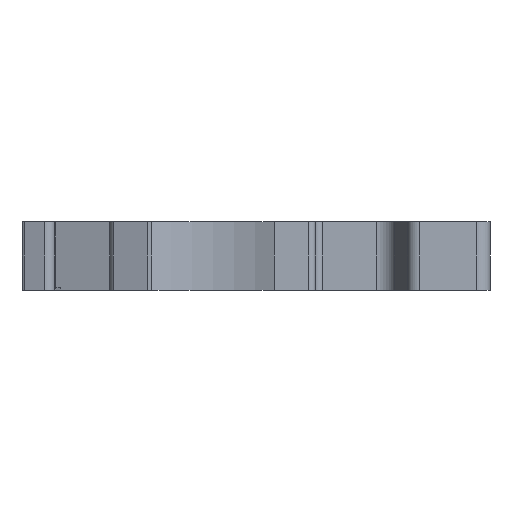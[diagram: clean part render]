
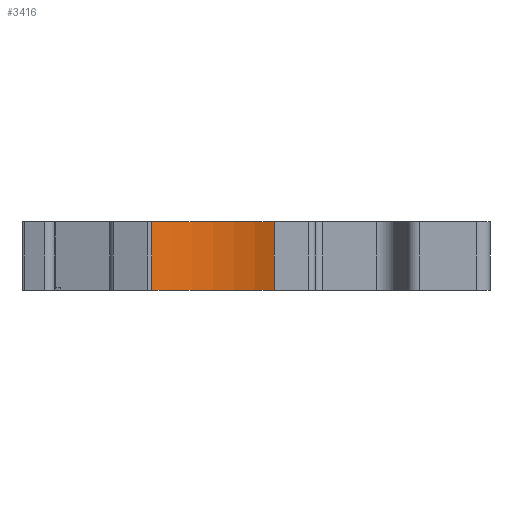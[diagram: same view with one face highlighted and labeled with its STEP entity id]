
A CAD part, left-side view. The second image highlights one B-rep face of the part: STEP entity #3416.
In plain terms, the highlighted cylindrical face has radius 10.6 mm (diameter 21.2 mm), a partial arc.
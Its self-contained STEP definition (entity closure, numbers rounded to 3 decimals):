
#43=CYLINDRICAL_SURFACE('',#3674,10.6);
#293=LINE('',#5402,#698);
#294=LINE('',#5406,#699);
#698=VECTOR('',#4289,1000.);
#699=VECTOR('',#4294,1000.);
#1241=ORIENTED_EDGE('',*,*,#2200,.F.);
#1242=ORIENTED_EDGE('',*,*,#2201,.F.);
#1243=ORIENTED_EDGE('',*,*,#2110,.T.);
#1244=ORIENTED_EDGE('',*,*,#2199,.T.);
#2110=EDGE_CURVE('',#2593,#2592,#2819,.T.);
#2199=EDGE_CURVE('',#2592,#2662,#293,.T.);
#2200=EDGE_CURVE('',#2663,#2662,#2833,.T.);
#2201=EDGE_CURVE('',#2593,#2663,#294,.T.);
#2592=VERTEX_POINT('',#5223);
#2593=VERTEX_POINT('',#5225);
#2662=VERTEX_POINT('',#5401);
#2663=VERTEX_POINT('',#5405);
#2819=CIRCLE('',#3641,10.6);
#2833=CIRCLE('',#3675,10.6);
#2925=EDGE_LOOP('',(#1241,#1242,#1243,#1244));
#3109=FACE_BOUND('',#2925,.T.);
#3416=ADVANCED_FACE('',(#3109),#43,.F.);
#3641=AXIS2_PLACEMENT_3D('',#5224,#4148,#4149);
#3674=AXIS2_PLACEMENT_3D('',#5403,#4290,#4291);
#3675=AXIS2_PLACEMENT_3D('',#5404,#4292,#4293);
#4148=DIRECTION('',(0.,0.,-1.));
#4149=DIRECTION('',(-1.,0.,0.));
#4289=DIRECTION('',(0.,0.,1.));
#4290=DIRECTION('',(0.,0.,1.));
#4291=DIRECTION('',(1.,0.,0.));
#4292=DIRECTION('',(0.,0.,-1.));
#4293=DIRECTION('',(-1.,0.,0.));
#4294=DIRECTION('',(0.,0.,1.));
#5223=CARTESIAN_POINT('',(-45.8,9.,-5.));
#5224=CARTESIAN_POINT('',(-55.4,13.494,-5.));
#5225=CARTESIAN_POINT('',(-45.8,17.989,-5.));
#5401=CARTESIAN_POINT('',(-45.8,9.,0.));
#5402=CARTESIAN_POINT('',(-45.8,9.,-5.));
#5403=CARTESIAN_POINT('',(-55.4,13.494,-5.));
#5404=CARTESIAN_POINT('',(-55.4,13.494,0.));
#5405=CARTESIAN_POINT('',(-45.8,17.989,0.));
#5406=CARTESIAN_POINT('',(-45.8,17.989,-5.));
